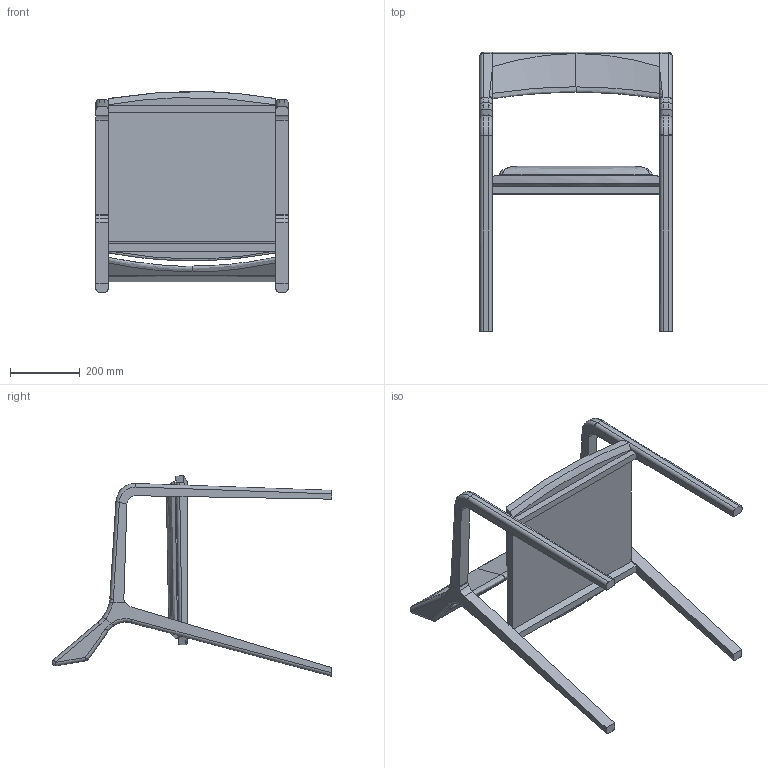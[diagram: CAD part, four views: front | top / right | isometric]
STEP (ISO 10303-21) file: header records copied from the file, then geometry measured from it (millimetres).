
FILE_DESCRIPTION (( 'STEP AP203' ), '1' );
FILE_NAME ('1. SKLOP_PRIMERA - 03042023 (tapacirana).STEP', '2023-11-23T12:24:52', ( '' ), ( '' ), 'SwSTEP 2.0', 'SolidWorks 2023', '' );
FILE_SCHEMA (( 'CONFIG_CONTROL_DESIGN' ));
Length unit declared in the file: millimetre
Products named in the file (1): 1. SKLOP_PRIMERA - 03042023 (tapacirana)
Bounding box: 550 x 800.04 x 574.36 mm (x, y, z)
Volume: 17405138.5 mm3; surface area: 2031585 mm2
Topology: 12 solids, 12 shells, 366 faces, 868 edges, 549 vertices
Faces by surface type: plane 153, cylinder 142, bspline 41, torus 30
Entity records: 15869 total; most frequent: CARTESIAN_POINT 7610, ORIENTED_EDGE 1716, DIRECTION 1645, EDGE_CURVE 858, AXIS2_PLACEMENT_3D 608, VERTEX_POINT 549, LINE 429, VECTOR 429
